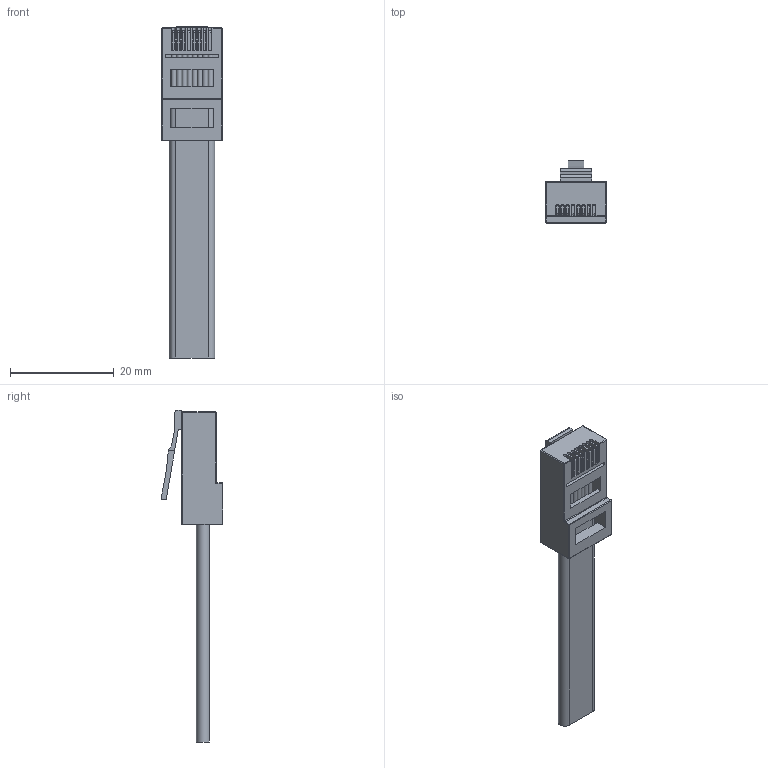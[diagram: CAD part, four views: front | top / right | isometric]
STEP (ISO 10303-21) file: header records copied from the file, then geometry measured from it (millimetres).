
FILE_DESCRIPTION (( 'STEP AP203' ), '1' );
FILE_NAME ('RJ45PLUG.STEP', '2015-03-19T13:56:25', ( '' ), ( '' ), 'SwSTEP 2.0', 'SolidWorks 2014', '' );
FILE_SCHEMA (( 'CONFIG_CONTROL_DESIGN' ));
Length unit declared in the file: millimetre
Products named in the file (1): RJ45PLUG
Bounding box: 11.68 x 11.96 x 64.04 mm (x, y, z)
Volume: 2345.9 mm3; surface area: 3249.5 mm2
Topology: 10 solids, 10 shells, 190 faces, 484 edges, 304 vertices
Faces by surface type: plane 115, cylinder 63, bspline 12
Entity records: 5831 total; most frequent: CARTESIAN_POINT 1155, DIRECTION 972, ORIENTED_EDGE 948, EDGE_CURVE 474, LINE 330, VECTOR 330, AXIS2_PLACEMENT_3D 321, VERTEX_POINT 304
